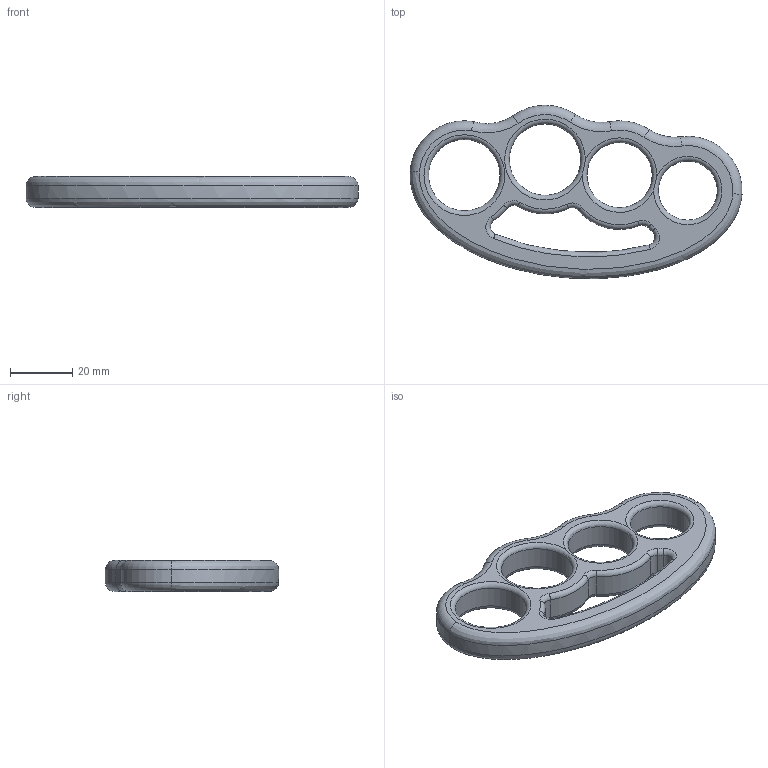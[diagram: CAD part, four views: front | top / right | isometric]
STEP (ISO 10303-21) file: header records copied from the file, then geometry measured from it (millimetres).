
FILE_DESCRIPTION(/* description */ ('STEP AP242','CAx-IF Rec.Pracs.---Representation and Presentation of Product Manufacturing Information (PMI)---4.0---2014-10-13','CAx-IF Rec.Pracs.---3D Tessellated Geometry---0.4---2014-09-14','2;1'),/* implementation_level */ '2;1');
FILE_NAME(/* name */ '65a2a45e3f099e1e3337ce71',/* time_stamp */ '2024-01-13T14:55:56Z',/* author */ (''),/* organization */ (''),/* preprocessor_version */ 'ST-DEVELOPER v19.4',/* originating_system */ ' ',/* authorisation */ ' ');
FILE_SCHEMA (('AP242_MANAGED_MODEL_BASED_3D_ENGINEERING_MIM_LF { 1 0 10303 442 1 1 4 }'));
Length unit declared in the file: metre
Products named in the file (1): PLA Knuckles V3 M
Bounding box: 106.95 x 55.87 x 10 mm (x, y, z)
Volume: 24228.5 mm3; surface area: 10478.4 mm2
Topology: 1 solids, 1 shells, 68 faces, 166 edges, 96 vertices
Faces by surface type: torus 40, cylinder 20, bspline 6, plane 2
Full cylindrical faces by diameter (mm): 19 x1, 21 x1, 23 x2
Entity records: 2290 total; most frequent: CARTESIAN_POINT 711, DIRECTION 372, ORIENTED_EDGE 296, AXIS2_PLACEMENT_3D 177, EDGE_CURVE 148, CIRCLE 114, VERTEX_POINT 90, EDGE_LOOP 86
